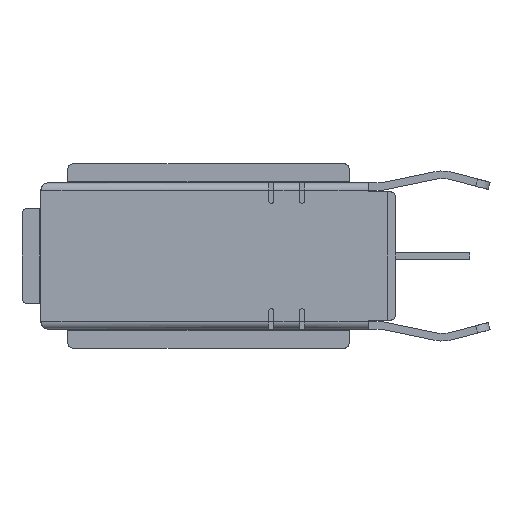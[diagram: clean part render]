
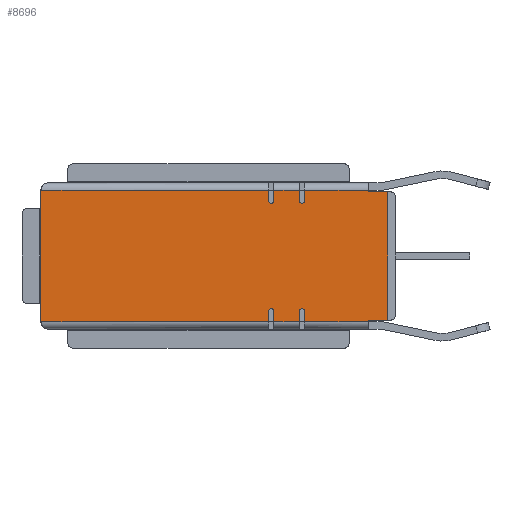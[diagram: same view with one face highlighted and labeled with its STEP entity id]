
A CAD part, left-side view. The second image highlights one B-rep face of the part: STEP entity #8696.
In plain terms, the highlighted planar face has unit normal (-1, 0, 0).
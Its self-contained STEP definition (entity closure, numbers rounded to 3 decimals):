
#1849=DIRECTION('',(0.,0.,1.));
#1850=VECTOR('',#1849,0.05);
#1851=CARTESIAN_POINT('',(-9.375,-6.25,2.51));
#1852=LINE('',#1851,#1850);
#1891=DIRECTION('',(0.,0.,1.));
#1892=VECTOR('',#1891,0.05);
#1893=CARTESIAN_POINT('',(-9.375,-6.25,-2.56));
#1894=LINE('',#1893,#1892);
#2167=DIRECTION('',(0.,0.,-1.));
#2168=VECTOR('',#2167,5.02);
#2169=CARTESIAN_POINT('',(-9.375,-7.,2.51));
#2170=LINE('',#2169,#2168);
#2171=DIRECTION('',(0.,1.,0.));
#2172=VECTOR('',#2171,0.75);
#2173=CARTESIAN_POINT('',(-9.375,-7.,-2.51));
#2174=LINE('',#2173,#2172);
#2175=DIRECTION('',(0.,1.,0.));
#2176=VECTOR('',#2175,2.5);
#2177=CARTESIAN_POINT('',(-9.375,-6.25,-2.56));
#2178=LINE('',#2177,#2176);
#2179=DIRECTION('',(0.,0.,1.));
#2180=VECTOR('',#2179,0.4);
#2181=CARTESIAN_POINT('',(-9.375,-3.75,-2.56));
#2182=LINE('',#2181,#2180);
#2183=CARTESIAN_POINT('',(-9.375,-3.65,-2.16));
#2184=DIRECTION('',(-1.,0.,0.));
#2185=DIRECTION('',(0.,-1.,0.));
#2186=AXIS2_PLACEMENT_3D('',#2183,#2184,#2185);
#2188=DIRECTION('',(0.,0.,1.));
#2189=VECTOR('',#2188,0.4);
#2190=CARTESIAN_POINT('',(-9.375,-3.55,-2.56));
#2191=LINE('',#2190,#2189);
#2192=DIRECTION('',(0.,1.,0.));
#2193=VECTOR('',#2192,1.);
#2194=CARTESIAN_POINT('',(-9.375,-3.55,-2.56));
#2195=LINE('',#2194,#2193);
#2196=DIRECTION('',(0.,0.,1.));
#2197=VECTOR('',#2196,0.4);
#2198=CARTESIAN_POINT('',(-9.375,-2.55,-2.56));
#2199=LINE('',#2198,#2197);
#2200=CARTESIAN_POINT('',(-9.375,-2.45,-2.16));
#2201=DIRECTION('',(-1.,0.,0.));
#2202=DIRECTION('',(0.,-1.,0.));
#2203=AXIS2_PLACEMENT_3D('',#2200,#2201,#2202);
#2205=DIRECTION('',(0.,0.,1.));
#2206=VECTOR('',#2205,0.4);
#2207=CARTESIAN_POINT('',(-9.375,-2.35,-2.56));
#2208=LINE('',#2207,#2206);
#2209=DIRECTION('',(0.,1.,0.));
#2210=VECTOR('',#2209,8.9);
#2211=CARTESIAN_POINT('',(-9.375,-2.35,-2.56));
#2212=LINE('',#2211,#2210);
#2213=DIRECTION('',(0.,0.,1.));
#2214=VECTOR('',#2213,5.12);
#2215=CARTESIAN_POINT('',(-9.375,6.55,-2.56));
#2216=LINE('',#2215,#2214);
#2217=DIRECTION('',(0.,-1.,0.));
#2218=VECTOR('',#2217,8.9);
#2219=CARTESIAN_POINT('',(-9.375,6.55,2.56));
#2220=LINE('',#2219,#2218);
#2221=DIRECTION('',(0.,0.,-1.));
#2222=VECTOR('',#2221,0.4);
#2223=CARTESIAN_POINT('',(-9.375,-2.35,2.56));
#2224=LINE('',#2223,#2222);
#2225=CARTESIAN_POINT('',(-9.375,-2.45,2.16));
#2226=DIRECTION('',(-1.,0.,0.));
#2227=DIRECTION('',(0.,1.,0.));
#2228=AXIS2_PLACEMENT_3D('',#2225,#2226,#2227);
#2230=DIRECTION('',(0.,0.,-1.));
#2231=VECTOR('',#2230,0.4);
#2232=CARTESIAN_POINT('',(-9.375,-2.55,2.56));
#2233=LINE('',#2232,#2231);
#2234=DIRECTION('',(0.,-1.,0.));
#2235=VECTOR('',#2234,1.);
#2236=CARTESIAN_POINT('',(-9.375,-2.55,2.56));
#2237=LINE('',#2236,#2235);
#2238=DIRECTION('',(0.,0.,-1.));
#2239=VECTOR('',#2238,0.4);
#2240=CARTESIAN_POINT('',(-9.375,-3.55,2.56));
#2241=LINE('',#2240,#2239);
#2242=CARTESIAN_POINT('',(-9.375,-3.65,2.16));
#2243=DIRECTION('',(-1.,0.,0.));
#2244=DIRECTION('',(0.,1.,0.));
#2245=AXIS2_PLACEMENT_3D('',#2242,#2243,#2244);
#2247=DIRECTION('',(0.,0.,-1.));
#2248=VECTOR('',#2247,0.4);
#2249=CARTESIAN_POINT('',(-9.375,-3.75,2.56));
#2250=LINE('',#2249,#2248);
#2251=DIRECTION('',(0.,-1.,0.));
#2252=VECTOR('',#2251,2.5);
#2253=CARTESIAN_POINT('',(-9.375,-3.75,2.56));
#2254=LINE('',#2253,#2252);
#2255=DIRECTION('',(0.,-1.,0.));
#2256=VECTOR('',#2255,0.75);
#2257=CARTESIAN_POINT('',(-9.375,-6.25,2.51));
#2258=LINE('',#2257,#2256);
#4787=CARTESIAN_POINT('',(-9.375,-3.75,-2.16));
#4788=CARTESIAN_POINT('',(-9.375,-3.55,-2.16));
#4789=VERTEX_POINT('',#4787);
#4790=VERTEX_POINT('',#4788);
#4791=CARTESIAN_POINT('',(-9.375,-2.55,-2.16));
#4792=CARTESIAN_POINT('',(-9.375,-2.35,-2.16));
#4793=VERTEX_POINT('',#4791);
#4794=VERTEX_POINT('',#4792);
#4795=CARTESIAN_POINT('',(-9.375,-3.55,2.16));
#4796=CARTESIAN_POINT('',(-9.375,-3.75,2.16));
#4797=VERTEX_POINT('',#4795);
#4798=VERTEX_POINT('',#4796);
#4799=CARTESIAN_POINT('',(-9.375,-2.35,2.16));
#4800=CARTESIAN_POINT('',(-9.375,-2.55,2.16));
#4801=VERTEX_POINT('',#4799);
#4802=VERTEX_POINT('',#4800);
#5024=CARTESIAN_POINT('',(-9.375,-2.35,2.56));
#5026=VERTEX_POINT('',#5024);
#5027=CARTESIAN_POINT('',(-9.375,6.55,2.56));
#5028=VERTEX_POINT('',#5027);
#5031=CARTESIAN_POINT('',(-9.375,-2.35,-2.56));
#5033=VERTEX_POINT('',#5031);
#5037=CARTESIAN_POINT('',(-9.375,6.55,-2.56));
#5038=VERTEX_POINT('',#5037);
#5047=CARTESIAN_POINT('',(-9.375,-3.75,2.56));
#5048=CARTESIAN_POINT('',(-9.375,-6.25,2.56));
#5049=VERTEX_POINT('',#5047);
#5050=VERTEX_POINT('',#5048);
#5056=CARTESIAN_POINT('',(-9.375,-3.75,-2.56));
#5058=VERTEX_POINT('',#5056);
#5059=CARTESIAN_POINT('',(-9.375,-6.25,-2.56));
#5060=VERTEX_POINT('',#5059);
#5892=CARTESIAN_POINT('',(-9.375,-6.25,2.51));
#5893=VERTEX_POINT('',#5892);
#5894=CARTESIAN_POINT('',(-9.375,-6.25,-2.51));
#5895=VERTEX_POINT('',#5894);
#5900=CARTESIAN_POINT('',(-9.375,-7.,2.51));
#5901=CARTESIAN_POINT('',(-9.375,-7.,-2.51));
#5902=VERTEX_POINT('',#5900);
#5903=VERTEX_POINT('',#5901);
#6005=CARTESIAN_POINT('',(-9.375,-2.55,-2.56));
#6007=VERTEX_POINT('',#6005);
#6008=CARTESIAN_POINT('',(-9.375,-3.55,-2.56));
#6009=VERTEX_POINT('',#6008);
#6013=CARTESIAN_POINT('',(-9.375,-3.55,2.56));
#6015=VERTEX_POINT('',#6013);
#6016=CARTESIAN_POINT('',(-9.375,-2.55,2.56));
#6017=VERTEX_POINT('',#6016);
#8645=CARTESIAN_POINT('',(-9.375,6.55,-2.86));
#8646=DIRECTION('',(-1.,0.,0.));
#8647=DIRECTION('',(0.,-1.,0.));
#8648=AXIS2_PLACEMENT_3D('',#8645,#8646,#8647);
#8649=PLANE('',#8648);
#8651=ORIENTED_EDGE('',*,*,#8650,.T.);
#8652=ORIENTED_EDGE('',*,*,#8301,.T.);
#8653=ORIENTED_EDGE('',*,*,#8213,.F.);
#8655=ORIENTED_EDGE('',*,*,#8654,.T.);
#8657=ORIENTED_EDGE('',*,*,#8656,.T.);
#8659=ORIENTED_EDGE('',*,*,#8658,.T.);
#8661=ORIENTED_EDGE('',*,*,#8660,.F.);
#8663=ORIENTED_EDGE('',*,*,#8662,.T.);
#8665=ORIENTED_EDGE('',*,*,#8664,.T.);
#8667=ORIENTED_EDGE('',*,*,#8666,.T.);
#8669=ORIENTED_EDGE('',*,*,#8668,.F.);
#8671=ORIENTED_EDGE('',*,*,#8670,.T.);
#8673=ORIENTED_EDGE('',*,*,#8672,.T.);
#8675=ORIENTED_EDGE('',*,*,#8674,.T.);
#8677=ORIENTED_EDGE('',*,*,#8676,.T.);
#8679=ORIENTED_EDGE('',*,*,#8678,.T.);
#8681=ORIENTED_EDGE('',*,*,#8680,.F.);
#8683=ORIENTED_EDGE('',*,*,#8682,.T.);
#8685=ORIENTED_EDGE('',*,*,#8684,.T.);
#8687=ORIENTED_EDGE('',*,*,#8686,.T.);
#8689=ORIENTED_EDGE('',*,*,#8688,.F.);
#8691=ORIENTED_EDGE('',*,*,#8690,.T.);
#8692=ORIENTED_EDGE('',*,*,#8185,.F.);
#8693=ORIENTED_EDGE('',*,*,#8231,.T.);
#8694=EDGE_LOOP('',(#8651,#8652,#8653,#8655,#8657,#8659,#8661,#8663,#8665,#8667,
#8669,#8671,#8673,#8675,#8677,#8679,#8681,#8683,#8685,#8687,#8689,#8691,#8692,
#8693));
#8695=FACE_OUTER_BOUND('',#8694,.F.);
#8696=ADVANCED_FACE('',(#8695),#8649,.T.);
#2187=CIRCLE('',#2186,0.1);
#2204=CIRCLE('',#2203,0.1);
#2229=CIRCLE('',#2228,0.1);
#2246=CIRCLE('',#2245,0.1);
#8185=EDGE_CURVE('',#5893,#5050,#1852,.T.);
#8213=EDGE_CURVE('',#5060,#5895,#1894,.T.);
#8231=EDGE_CURVE('',#5893,#5902,#2258,.T.);
#8301=EDGE_CURVE('',#5903,#5895,#2174,.T.);
#8650=EDGE_CURVE('',#5902,#5903,#2170,.T.);
#8654=EDGE_CURVE('',#5060,#5058,#2178,.T.);
#8656=EDGE_CURVE('',#5058,#4789,#2182,.T.);
#8658=EDGE_CURVE('',#4789,#4790,#2187,.T.);
#8660=EDGE_CURVE('',#6009,#4790,#2191,.T.);
#8662=EDGE_CURVE('',#6009,#6007,#2195,.T.);
#8664=EDGE_CURVE('',#6007,#4793,#2199,.T.);
#8666=EDGE_CURVE('',#4793,#4794,#2204,.T.);
#8668=EDGE_CURVE('',#5033,#4794,#2208,.T.);
#8670=EDGE_CURVE('',#5033,#5038,#2212,.T.);
#8672=EDGE_CURVE('',#5038,#5028,#2216,.T.);
#8674=EDGE_CURVE('',#5028,#5026,#2220,.T.);
#8676=EDGE_CURVE('',#5026,#4801,#2224,.T.);
#8678=EDGE_CURVE('',#4801,#4802,#2229,.T.);
#8680=EDGE_CURVE('',#6017,#4802,#2233,.T.);
#8682=EDGE_CURVE('',#6017,#6015,#2237,.T.);
#8684=EDGE_CURVE('',#6015,#4797,#2241,.T.);
#8686=EDGE_CURVE('',#4797,#4798,#2246,.T.);
#8688=EDGE_CURVE('',#5049,#4798,#2250,.T.);
#8690=EDGE_CURVE('',#5049,#5050,#2254,.T.);
